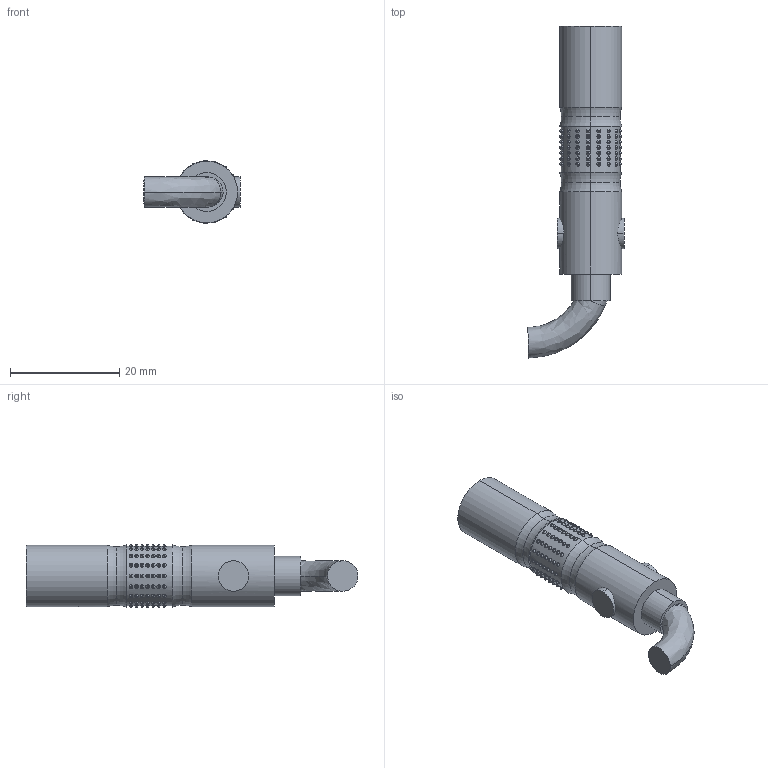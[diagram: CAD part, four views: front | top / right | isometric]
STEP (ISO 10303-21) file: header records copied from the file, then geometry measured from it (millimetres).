
FILE_DESCRIPTION (( 'STEP AP203' ), '1' );
FILE_NAME ('A2459-1-CN.STEP', '2013-11-06T14:41:40', ( '' ), ( '' ), 'SwSTEP 2.0', 'SolidWorks 2012', '' );
FILE_SCHEMA (( 'CONFIG_CONTROL_DESIGN' ));
Length unit declared in the file: inch
Products named in the file (1): A2459-1-CN
Bounding box: 17.62 x 60.85 x 11.57 mm (x, y, z)
Volume: 4629.5 mm3; surface area: 2475.3 mm2
Topology: 1 solids, 1 shells, 523 faces, 1303 edges, 672 vertices
Faces by surface type: torus 484, cylinder 18, plane 15, bspline 4, cone 2
Entity records: 16084 total; most frequent: CARTESIAN_POINT 4764, DIRECTION 2633, ORIENTED_EDGE 2130, AXIS2_PLACEMENT_3D 1301, EDGE_CURVE 1065, CIRCLE 781, VERTEX_POINT 672, EDGE_LOOP 651
